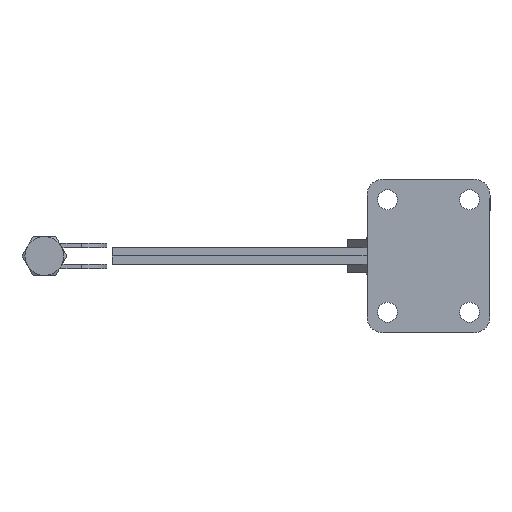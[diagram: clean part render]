
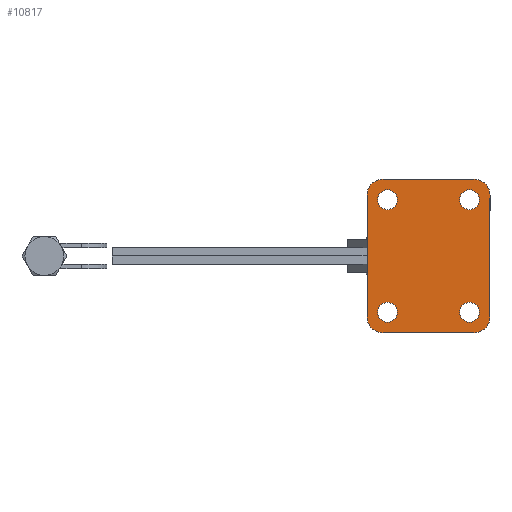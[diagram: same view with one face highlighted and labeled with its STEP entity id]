
A CAD part, front view. The second image highlights one B-rep face of the part: STEP entity #10817.
In plain terms, the highlighted planar face has unit normal (0, -1, 0).
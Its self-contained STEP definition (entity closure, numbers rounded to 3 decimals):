
#145 = VERTEX_POINT ( 'NONE', #724 ) ;
#309 = DIRECTION ( 'NONE',  ( 1., 0., 0. ) ) ;
#581 = DIRECTION ( 'NONE',  ( 1., 0., 0. ) ) ;
#589 = DIRECTION ( 'NONE',  ( 0., 1., 0. ) ) ;
#649 = AXIS2_PLACEMENT_3D ( 'NONE', #6181, #8350, #1873 ) ;
#672 = CIRCLE ( 'NONE', #11577, 10. ) ;
#698 = ORIENTED_EDGE ( 'NONE', *, *, #9026, .T. ) ;
#724 = CARTESIAN_POINT ( 'NONE',  ( 6.55, -3.009, -39.9 ) ) ;
#778 = PLANE ( 'NONE',  #649 ) ;
#840 = FACE_BOUND ( 'NONE', #5555, .T. ) ;
#940 = CIRCLE ( 'NONE', #13172, 6.15 ) ;
#979 = LINE ( 'NONE', #12646, #3521 ) ;
#1184 = FACE_OUTER_BOUND ( 'NONE', #10492, .T. ) ;
#1202 = CARTESIAN_POINT ( 'NONE',  ( 63.5, -3.009, -39.9 ) ) ;
#1253 = EDGE_CURVE ( 'NONE', #7651, #10528, #13629, .T. ) ;
#1371 = DIRECTION ( 'NONE',  ( 0., 1., 0. ) ) ;
#1590 = EDGE_CURVE ( 'NONE', #11148, #10403, #2798, .T. ) ;
#1591 = CARTESIAN_POINT ( 'NONE',  ( 76.2, -3.009, -42.6 ) ) ;
#1594 = CIRCLE ( 'NONE', #5988, 6.15 ) ;
#1873 = DIRECTION ( 'NONE',  ( 1., 0., 0. ) ) ;
#2032 = EDGE_CURVE ( 'NONE', #4616, #4635, #8347, .T. ) ;
#2193 = CIRCLE ( 'NONE', #3007, 6.15 ) ;
#2299 = AXIS2_PLACEMENT_3D ( 'NONE', #10276, #3816, #11357 ) ;
#2322 = DIRECTION ( 'NONE',  ( 0., 1., 0. ) ) ;
#2379 = CARTESIAN_POINT ( 'NONE',  ( 6.55, -3.009, 29.9 ) ) ;
#2380 = ORIENTED_EDGE ( 'NONE', *, *, #3508, .F. ) ;
#2604 = VERTEX_POINT ( 'NONE', #9110 ) ;
#2798 = CIRCLE ( 'NONE', #13398, 10. ) ;
#2996 = VERTEX_POINT ( 'NONE', #4477 ) ;
#3007 = AXIS2_PLACEMENT_3D ( 'NONE', #12147, #5664, #13231 ) ;
#3052 = VERTEX_POINT ( 'NONE', #2379 ) ;
#3074 = EDGE_CURVE ( 'NONE', #10528, #7651, #2193, .T. ) ;
#3129 = DIRECTION ( 'NONE',  ( 0., 1., 0. ) ) ;
#3232 = EDGE_CURVE ( 'NONE', #3428, #11148, #10973, .T. ) ;
#3270 = CARTESIAN_POINT ( 'NONE',  ( 12.7, -3.009, 29.9 ) ) ;
#3428 = VERTEX_POINT ( 'NONE', #8365 ) ;
#3508 = EDGE_CURVE ( 'NONE', #2996, #10547, #13321, .T. ) ;
#3509 = CARTESIAN_POINT ( 'NONE',  ( 57.35, -3.009, 29.9 ) ) ;
#3521 = VECTOR ( 'NONE', #13740, 1000. ) ;
#3562 = ORIENTED_EDGE ( 'NONE', *, *, #11652, .F. ) ;
#3737 = FACE_BOUND ( 'NONE', #7197, .T. ) ;
#3816 = DIRECTION ( 'NONE',  ( 0., 1., 0. ) ) ;
#3998 = CARTESIAN_POINT ( 'NONE',  ( 18.85, -3.009, 29.9 ) ) ;
#4179 = CARTESIAN_POINT ( 'NONE',  ( 10., -3.009, -52.6 ) ) ;
#4362 = DIRECTION ( 'NONE',  ( -1., 0., 0. ) ) ;
#4385 = VERTEX_POINT ( 'NONE', #1591 ) ;
#4477 = CARTESIAN_POINT ( 'NONE',  ( 66.2, -3.009, 42.6 ) ) ;
#4508 = CARTESIAN_POINT ( 'NONE',  ( 10., -3.009, 32.6 ) ) ;
#4538 = CIRCLE ( 'NONE', #8640, 6.15 ) ;
#4600 = DIRECTION ( 'NONE',  ( 1., 0., 0. ) ) ;
#4616 = VERTEX_POINT ( 'NONE', #11069 ) ;
#4635 = VERTEX_POINT ( 'NONE', #3509 ) ;
#4847 = CARTESIAN_POINT ( 'NONE',  ( 66.2, -3.009, -52.6 ) ) ;
#5124 = EDGE_CURVE ( 'NONE', #2604, #8172, #8687, .T. ) ;
#5180 = CARTESIAN_POINT ( 'NONE',  ( 76.2, -3.009, 32.6 ) ) ;
#5491 = CARTESIAN_POINT ( 'NONE',  ( 10., -3.009, 42.6 ) ) ;
#5511 = CARTESIAN_POINT ( 'NONE',  ( 57.35, -3.009, -39.9 ) ) ;
#5535 = VECTOR ( 'NONE', #12725, 1000. ) ;
#5540 = VECTOR ( 'NONE', #10206, 1000. ) ;
#5555 = EDGE_LOOP ( 'NONE', ( #11655, #6906 ) ) ;
#5565 = DIRECTION ( 'NONE',  ( 1., 0., 0. ) ) ;
#5579 = EDGE_LOOP ( 'NONE', ( #11628, #12141 ) ) ;
#5588 = ORIENTED_EDGE ( 'NONE', *, *, #11801, .F. ) ;
#5664 = DIRECTION ( 'NONE',  ( 0., 1., 0. ) ) ;
#5899 = CARTESIAN_POINT ( 'NONE',  ( 66.2, -3.009, -42.6 ) ) ;
#5931 = ORIENTED_EDGE ( 'NONE', *, *, #3232, .F. ) ;
#5940 = EDGE_LOOP ( 'NONE', ( #11221, #8625 ) ) ;
#5988 = AXIS2_PLACEMENT_3D ( 'NONE', #13551, #7099, #581 ) ;
#6181 = CARTESIAN_POINT ( 'NONE',  ( 10., -3.009, 32.6 ) ) ;
#6315 = AXIS2_PLACEMENT_3D ( 'NONE', #4508, #12035, #5565 ) ;
#6472 = DIRECTION ( 'NONE',  ( 0., 1., 0. ) ) ;
#6621 = FACE_BOUND ( 'NONE', #5940, .T. ) ;
#6828 = DIRECTION ( 'NONE',  ( 0., 1., 0. ) ) ;
#6906 = ORIENTED_EDGE ( 'NONE', *, *, #10450, .T. ) ;
#7007 = DIRECTION ( 'NONE',  ( 1., 0., 0. ) ) ;
#7048 = EDGE_CURVE ( 'NONE', #4385, #3428, #672, .T. ) ;
#7099 = DIRECTION ( 'NONE',  ( 0., 1., 0. ) ) ;
#7102 = CARTESIAN_POINT ( 'NONE',  ( 63.5, -3.009, 29.9 ) ) ;
#7197 = EDGE_LOOP ( 'NONE', ( #10797, #698 ) ) ;
#7213 = ORIENTED_EDGE ( 'NONE', *, *, #7048, .F. ) ;
#7557 = DIRECTION ( 'NONE',  ( 1., 0., 0. ) ) ;
#7572 = CARTESIAN_POINT ( 'NONE',  ( 18.85, -3.009, -39.9 ) ) ;
#7651 = VERTEX_POINT ( 'NONE', #12218 ) ;
#7885 = AXIS2_PLACEMENT_3D ( 'NONE', #1202, #6472, #7557 ) ;
#8172 = VERTEX_POINT ( 'NONE', #5491 ) ;
#8174 = DIRECTION ( 'NONE',  ( -1., 0., 0. ) ) ;
#8347 = CIRCLE ( 'NONE', #10418, 6.15 ) ;
#8350 = DIRECTION ( 'NONE',  ( 0., 1., 0. ) ) ;
#8365 = CARTESIAN_POINT ( 'NONE',  ( 66.2, -3.009, -52.6 ) ) ;
#8484 = CARTESIAN_POINT ( 'NONE',  ( 0., -3.009, -42.6 ) ) ;
#8625 = ORIENTED_EDGE ( 'NONE', *, *, #2032, .T. ) ;
#8640 = AXIS2_PLACEMENT_3D ( 'NONE', #13280, #6828, #309 ) ;
#8671 = CIRCLE ( 'NONE', #2299, 6.15 ) ;
#8687 = CIRCLE ( 'NONE', #6315, 10. ) ;
#8786 = CARTESIAN_POINT ( 'NONE',  ( 63.5, -3.009, 29.9 ) ) ;
#8936 = VECTOR ( 'NONE', #12833, 1000. ) ;
#9026 = EDGE_CURVE ( 'NONE', #14018, #145, #1594, .T. ) ;
#9110 = CARTESIAN_POINT ( 'NONE',  ( 0., -3.009, 32.6 ) ) ;
#9118 = ORIENTED_EDGE ( 'NONE', *, *, #1590, .F. ) ;
#9275 = AXIS2_PLACEMENT_3D ( 'NONE', #9613, #3129, #10683 ) ;
#9564 = EDGE_CURVE ( 'NONE', #3052, #12855, #8671, .T. ) ;
#9613 = CARTESIAN_POINT ( 'NONE',  ( 66.2, -3.009, 32.6 ) ) ;
#9875 = CARTESIAN_POINT ( 'NONE',  ( 76.2, -3.009, 32.6 ) ) ;
#9876 = DIRECTION ( 'NONE',  ( -1., 0., 0. ) ) ;
#10206 = DIRECTION ( 'NONE',  ( -1., 0., 0. ) ) ;
#10258 = ORIENTED_EDGE ( 'NONE', *, *, #12284, .F. ) ;
#10276 = CARTESIAN_POINT ( 'NONE',  ( 12.7, -3.009, 29.9 ) ) ;
#10403 = VERTEX_POINT ( 'NONE', #12859 ) ;
#10418 = AXIS2_PLACEMENT_3D ( 'NONE', #7102, #589, #8174 ) ;
#10450 = EDGE_CURVE ( 'NONE', #12855, #3052, #12010, .T. ) ;
#10492 = EDGE_LOOP ( 'NONE', ( #13741, #5588, #9118, #5931, #7213, #10258, #2380, #3562 ) ) ;
#10528 = VERTEX_POINT ( 'NONE', #5511 ) ;
#10547 = VERTEX_POINT ( 'NONE', #9875 ) ;
#10683 = DIRECTION ( 'NONE',  ( 1., 0., 0. ) ) ;
#10797 = ORIENTED_EDGE ( 'NONE', *, *, #12580, .T. ) ;
#10809 = LINE ( 'NONE', #8484, #8936 ) ;
#10817 = ADVANCED_FACE ( 'NONE', ( #6621, #3737, #12679, #840, #1184 ), #778, .F. ) ;
#10836 = DIRECTION ( 'NONE',  ( 0., 1., 0. ) ) ;
#10969 = LINE ( 'NONE', #5180, #5535 ) ;
#10973 = LINE ( 'NONE', #4847, #5540 ) ;
#11069 = CARTESIAN_POINT ( 'NONE',  ( 69.65, -3.009, 29.9 ) ) ;
#11148 = VERTEX_POINT ( 'NONE', #4179 ) ;
#11197 = CARTESIAN_POINT ( 'NONE',  ( 10., -3.009, -42.6 ) ) ;
#11221 = ORIENTED_EDGE ( 'NONE', *, *, #13105, .T. ) ;
#11357 = DIRECTION ( 'NONE',  ( -1., 0., 0. ) ) ;
#11577 = AXIS2_PLACEMENT_3D ( 'NONE', #5899, #13469, #7007 ) ;
#11628 = ORIENTED_EDGE ( 'NONE', *, *, #3074, .T. ) ;
#11652 = EDGE_CURVE ( 'NONE', #8172, #2996, #979, .T. ) ;
#11655 = ORIENTED_EDGE ( 'NONE', *, *, #9564, .T. ) ;
#11801 = EDGE_CURVE ( 'NONE', #10403, #2604, #10809, .T. ) ;
#12010 = CIRCLE ( 'NONE', #12347, 6.15 ) ;
#12035 = DIRECTION ( 'NONE',  ( 0., 1., 0. ) ) ;
#12141 = ORIENTED_EDGE ( 'NONE', *, *, #1253, .T. ) ;
#12147 = CARTESIAN_POINT ( 'NONE',  ( 63.5, -3.009, -39.9 ) ) ;
#12218 = CARTESIAN_POINT ( 'NONE',  ( 69.65, -3.009, -39.9 ) ) ;
#12284 = EDGE_CURVE ( 'NONE', #10547, #4385, #10969, .T. ) ;
#12347 = AXIS2_PLACEMENT_3D ( 'NONE', #3270, #10836, #4362 ) ;
#12580 = EDGE_CURVE ( 'NONE', #145, #14018, #4538, .T. ) ;
#12646 = CARTESIAN_POINT ( 'NONE',  ( 10., -3.009, 42.6 ) ) ;
#12679 = FACE_BOUND ( 'NONE', #5579, .T. ) ;
#12725 = DIRECTION ( 'NONE',  ( 0., 0., -1. ) ) ;
#12833 = DIRECTION ( 'NONE',  ( 0., 0., 1. ) ) ;
#12855 = VERTEX_POINT ( 'NONE', #3998 ) ;
#12859 = CARTESIAN_POINT ( 'NONE',  ( 0., -3.009, -42.6 ) ) ;
#13105 = EDGE_CURVE ( 'NONE', #4635, #4616, #940, .T. ) ;
#13172 = AXIS2_PLACEMENT_3D ( 'NONE', #8786, #2322, #9876 ) ;
#13231 = DIRECTION ( 'NONE',  ( 1., 0., 0. ) ) ;
#13280 = CARTESIAN_POINT ( 'NONE',  ( 12.7, -3.009, -39.9 ) ) ;
#13321 = CIRCLE ( 'NONE', #9275, 10. ) ;
#13398 = AXIS2_PLACEMENT_3D ( 'NONE', #11197, #1371, #4600 ) ;
#13469 = DIRECTION ( 'NONE',  ( 0., 1., 0. ) ) ;
#13551 = CARTESIAN_POINT ( 'NONE',  ( 12.7, -3.009, -39.9 ) ) ;
#13629 = CIRCLE ( 'NONE', #7885, 6.15 ) ;
#13740 = DIRECTION ( 'NONE',  ( 1., 0., 0. ) ) ;
#13741 = ORIENTED_EDGE ( 'NONE', *, *, #5124, .F. ) ;
#14018 = VERTEX_POINT ( 'NONE', #7572 ) ;
